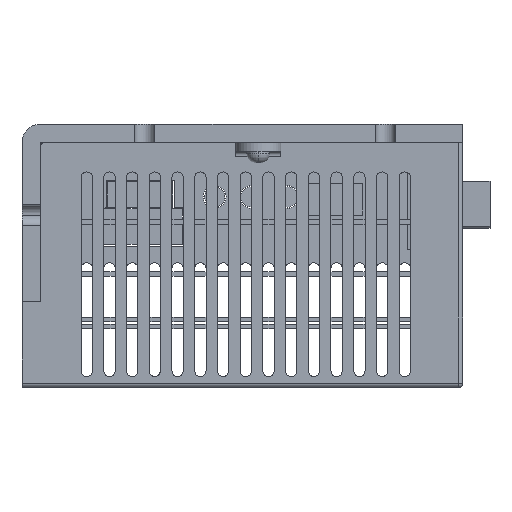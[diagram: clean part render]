
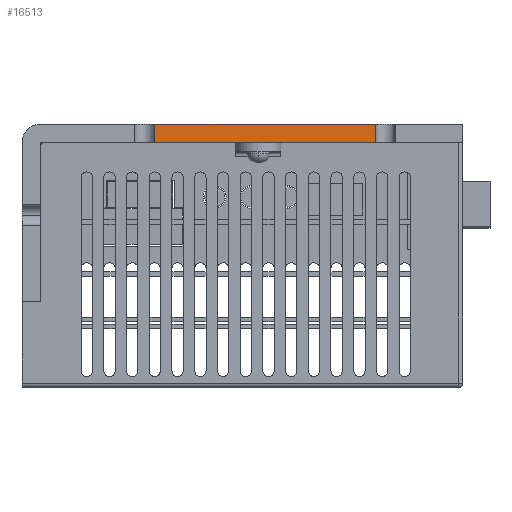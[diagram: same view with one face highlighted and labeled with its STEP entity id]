
A CAD part, left-side view. The second image highlights one B-rep face of the part: STEP entity #16513.
In plain terms, the highlighted planar face has unit normal (-1, 0, 0).
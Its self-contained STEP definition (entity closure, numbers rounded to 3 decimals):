
#767 = LINE ( 'NONE', #17891, #21760 ) ;
#1076 = ORIENTED_EDGE ( 'NONE', *, *, #28067, .T. ) ;
#1916 = CARTESIAN_POINT ( 'NONE',  ( -9.5, 97., 54. ) ) ;
#3923 = AXIS2_PLACEMENT_3D ( 'NONE', #9321, #4590, #24651 ) ;
#4468 = LINE ( 'NONE', #27123, #13031 ) ;
#4590 = DIRECTION ( 'NONE',  ( 1., 0., 0. ) ) ;
#6378 = VERTEX_POINT ( 'NONE', #27142 ) ;
#7045 = FACE_OUTER_BOUND ( 'NONE', #17156, .T. ) ;
#7390 = EDGE_CURVE ( 'NONE', #6378, #15548, #28996, .T. ) ;
#9321 = CARTESIAN_POINT ( 'NONE',  ( -9.5, 97., 58. ) ) ;
#13031 = VECTOR ( 'NONE', #17505, 1000. ) ;
#13732 = EDGE_CURVE ( 'NONE', #17056, #15548, #15113, .T. ) ;
#15113 = LINE ( 'NONE', #17562, #24905 ) ;
#15548 = VERTEX_POINT ( 'NONE', #29232 ) ;
#16513 = ADVANCED_FACE ( 'NONE', ( #7045 ), #32139, .F. ) ;
#16906 = ORIENTED_EDGE ( 'NONE', *, *, #23770, .F. ) ;
#17056 = VERTEX_POINT ( 'NONE', #22328 ) ;
#17156 = EDGE_LOOP ( 'NONE', ( #18889, #31020, #16906, #1076 ) ) ;
#17505 = DIRECTION ( 'NONE',  ( 0., 0., -1. ) ) ;
#17562 = CARTESIAN_POINT ( 'NONE',  ( -9.5, 19.25, 58. ) ) ;
#17891 = CARTESIAN_POINT ( 'NONE',  ( -9.5, 97., 58. ) ) ;
#18889 = ORIENTED_EDGE ( 'NONE', *, *, #7390, .T. ) ;
#21760 = VECTOR ( 'NONE', #30269, 1000. ) ;
#22328 = CARTESIAN_POINT ( 'NONE',  ( -9.5, 19.25, 58. ) ) ;
#22982 = CARTESIAN_POINT ( 'NONE',  ( -9.5, 67.75, 58. ) ) ;
#23770 = EDGE_CURVE ( 'NONE', #29055, #17056, #767, .T. ) ;
#24651 = DIRECTION ( 'NONE',  ( 0., 1., 0. ) ) ;
#24905 = VECTOR ( 'NONE', #27350, 1000. ) ;
#24906 = VECTOR ( 'NONE', #32076, 1000. ) ;
#27123 = CARTESIAN_POINT ( 'NONE',  ( -9.5, 67.75, 58. ) ) ;
#27142 = CARTESIAN_POINT ( 'NONE',  ( -9.5, 67.75, 54. ) ) ;
#27350 = DIRECTION ( 'NONE',  ( 0., 0., -1. ) ) ;
#28067 = EDGE_CURVE ( 'NONE', #29055, #6378, #4468, .T. ) ;
#28996 = LINE ( 'NONE', #1916, #24906 ) ;
#29055 = VERTEX_POINT ( 'NONE', #22982 ) ;
#29232 = CARTESIAN_POINT ( 'NONE',  ( -9.5, 19.25, 54. ) ) ;
#30269 = DIRECTION ( 'NONE',  ( 0., -1., 0. ) ) ;
#31020 = ORIENTED_EDGE ( 'NONE', *, *, #13732, .F. ) ;
#32076 = DIRECTION ( 'NONE',  ( 0., -1., 0. ) ) ;
#32139 = PLANE ( 'NONE',  #3923 ) ;
